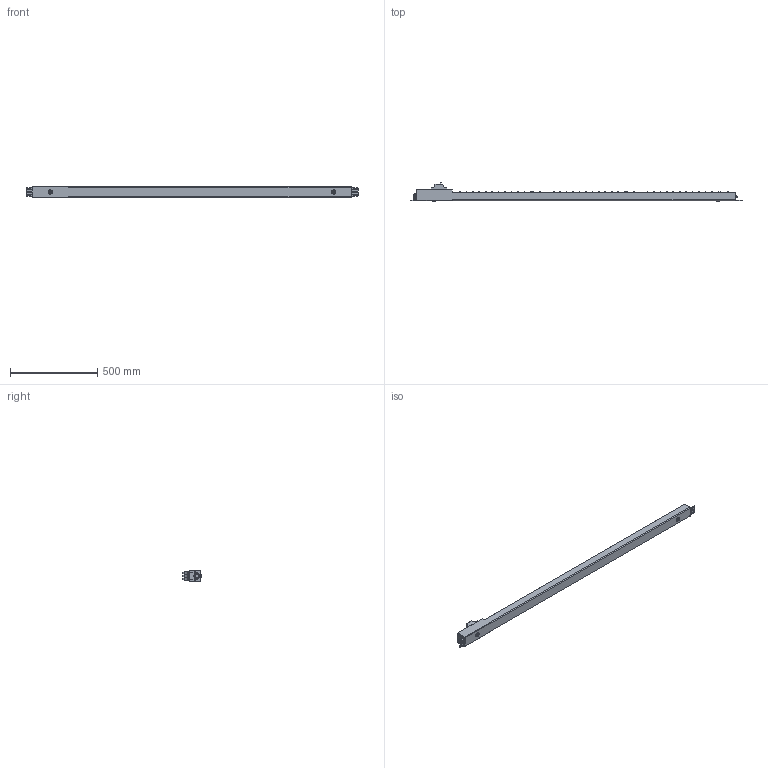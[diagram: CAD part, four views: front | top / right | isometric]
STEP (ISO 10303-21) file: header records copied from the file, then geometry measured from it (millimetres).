
FILE_DESCRIPTION((''),'2;1');
FILE_NAME('15-BS-PV42-36C13-06C19-13_ASM','2023-01-29T',('ROG TT'),(''),'PRO/ENGINEER BY PARAMETRIC TECHNOLOGY CORPORATION, 2001280','PRO/ENGINEER BY PARAMETRIC TECHNOLOGY CORPORATION, 2001280','');
FILE_SCHEMA(('CONFIG_CONTROL_DESIGN'));
Products named in the file (7): 15-BS-PV42-36C13-06C19-13; PG25_GUAER; M6_LUOMAO; PG25_SUOTOU1; GUOER_HULU; PG25_GUAER_BANJIN; 15-BS-PV42-36C13-06C19-13_ASM
Assembly tree (8 placements, depth 2):
  15-BS-PV42-36C13-06C19-13_ASM
    15-BS-PV42-36C13-06C19-13
    PG25_GUAER
    M6_LUOMAO  x2
    PG25_SUOTOU1
    GUOER_HULU  x2
    PG25_GUAER_BANJIN
Bounding box: 1903 x 110.8 x 62.5 mm (x, y, z)
Volume: 5263745.7 mm3; surface area: 618171.6 mm2
Topology: 11 solids, 11 shells, 2810 faces, 7353 edges, 4883 vertices
Faces by surface type: plane 1883, cylinder 856, cone 42, bspline 22, torus 7
Entity records: 88718 total; most frequent: CARTESIAN_POINT 19068, ORIENTED_EDGE 14510, DIRECTION 14135, EDGE_CURVE 7255, VECTOR 5357, LINE 5357, VERTEX_POINT 4821, AXIS2_PLACEMENT_3D 4389
